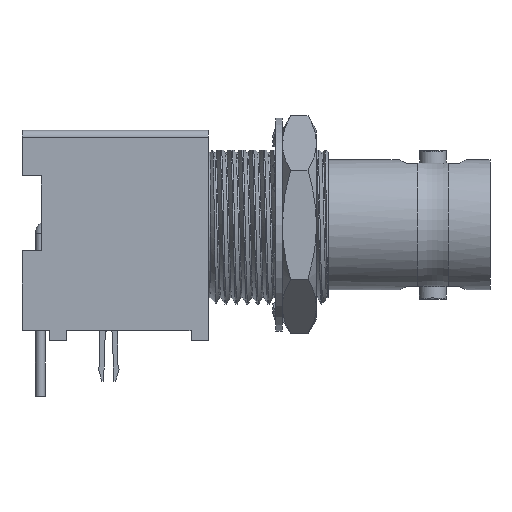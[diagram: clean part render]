
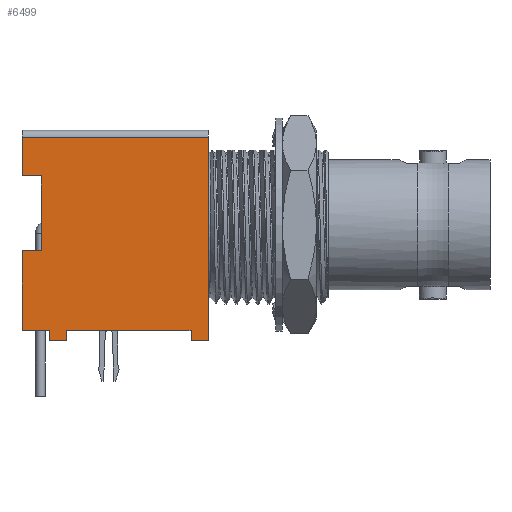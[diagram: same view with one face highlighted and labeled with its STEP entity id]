
A CAD part, left-side view. The second image highlights one B-rep face of the part: STEP entity #6499.
In plain terms, the highlighted planar face has unit normal (-1, 0, 0).
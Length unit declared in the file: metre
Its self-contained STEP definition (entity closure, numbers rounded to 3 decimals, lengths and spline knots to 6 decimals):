
#2575=ORIENTED_EDGE('',*,*,#3609,.F.);
#2576=ORIENTED_EDGE('',*,*,#3606,.T.);
#2577=ORIENTED_EDGE('',*,*,#3531,.T.);
#2578=ORIENTED_EDGE('',*,*,#3527,.F.);
#2579=ORIENTED_EDGE('',*,*,#3537,.T.);
#2580=ORIENTED_EDGE('',*,*,#3621,.T.);
#2581=ORIENTED_EDGE('',*,*,#3622,.T.);
#2582=ORIENTED_EDGE('',*,*,#3623,.T.);
#2583=ORIENTED_EDGE('',*,*,#2804,.F.);
#2584=ORIENTED_EDGE('',*,*,#2809,.F.);
#2585=ORIENTED_EDGE('',*,*,#3624,.T.);
#2586=ORIENTED_EDGE('',*,*,#3615,.T.);
#2587=ORIENTED_EDGE('',*,*,#3612,.F.);
#2588=ORIENTED_EDGE('',*,*,#3619,.T.);
#2804=EDGE_CURVE('',#3735,#3736,#4450,.T.);
#2809=EDGE_CURVE('',#3739,#3735,#4455,.T.);
#3527=EDGE_CURVE('',#4228,#4229,#4708,.T.);
#3531=EDGE_CURVE('',#4232,#4229,#4712,.T.);
#3537=EDGE_CURVE('',#4228,#4235,#4718,.T.);
#3606=EDGE_CURVE('',#4284,#4232,#4766,.T.);
#3609=EDGE_CURVE('',#4284,#4285,#4767,.T.);
#3612=EDGE_CURVE('',#4288,#4289,#4770,.T.);
#3615=EDGE_CURVE('',#4291,#4289,#4773,.T.);
#3619=EDGE_CURVE('',#4288,#4285,#4777,.T.);
#3621=EDGE_CURVE('',#4235,#4293,#4779,.T.);
#3622=EDGE_CURVE('',#4293,#4294,#4780,.T.);
#3623=EDGE_CURVE('',#4294,#3736,#4781,.T.);
#3624=EDGE_CURVE('',#3739,#4291,#4782,.T.);
#3735=VERTEX_POINT('',#8700);
#3736=VERTEX_POINT('',#8702);
#3739=VERTEX_POINT('',#8712);
#4228=VERTEX_POINT('',#16063);
#4229=VERTEX_POINT('',#16065);
#4232=VERTEX_POINT('',#16073);
#4235=VERTEX_POINT('',#16083);
#4284=VERTEX_POINT('',#16232);
#4285=VERTEX_POINT('',#16236);
#4288=VERTEX_POINT('',#16243);
#4289=VERTEX_POINT('',#16245);
#4291=VERTEX_POINT('',#16251);
#4293=VERTEX_POINT('',#16262);
#4294=VERTEX_POINT('',#16264);
#4450=LINE('',#8701,#4941);
#4455=LINE('',#8711,#4946);
#4708=LINE('',#16064,#5199);
#4712=LINE('',#16072,#5203);
#4718=LINE('',#16085,#5209);
#4766=LINE('',#16231,#5257);
#4767=LINE('',#16237,#5258);
#4770=LINE('',#16244,#5261);
#4773=LINE('',#16250,#5264);
#4777=LINE('',#16258,#5268);
#4779=LINE('',#16261,#5270);
#4780=LINE('',#16263,#5271);
#4781=LINE('',#16265,#5272);
#4782=LINE('',#16266,#5273);
#4941=VECTOR('',#7261,1.);
#4946=VECTOR('',#7270,1.);
#5199=VECTOR('',#8161,1.);
#5203=VECTOR('',#8167,1.);
#5209=VECTOR('',#8177,1.);
#5257=VECTOR('',#8327,1.);
#5258=VECTOR('',#8334,1.);
#5261=VECTOR('',#8339,1.);
#5264=VECTOR('',#8344,1.);
#5268=VECTOR('',#8352,1.);
#5270=VECTOR('',#8356,1.);
#5271=VECTOR('',#8357,1.);
#5272=VECTOR('',#8358,1.);
#5273=VECTOR('',#8359,1.);
#5636=EDGE_LOOP('',(#2575,#2576,#2577,#2578,#2579,#2580,#2581,#2582,#2583,
#2584,#2585,#2586,#2587,#2588));
#6002=FACE_BOUND('',#5636,.T.);
#6172=PLANE('',#6966);
#6499=ADVANCED_FACE('',(#6002),#6172,.T.);
#6966=AXIS2_PLACEMENT_3D('',#16260,#8354,#8355);
#7261=DIRECTION('',(0.,1.,0.));
#7270=DIRECTION('',(0.,0.,-1.));
#8161=DIRECTION('',(0.,0.,1.));
#8167=DIRECTION('',(0.,-1.,0.));
#8177=DIRECTION('',(0.,1.,0.));
#8327=DIRECTION('',(0.,0.,-1.));
#8334=DIRECTION('',(0.,-1.,0.));
#8339=DIRECTION('',(0.,1.,0.));
#8344=DIRECTION('',(0.,0.,-1.));
#8352=DIRECTION('',(0.,0.,1.));
#8354=DIRECTION('',(-1.,0.,0.));
#8355=DIRECTION('',(0.,0.,-1.));
#8356=DIRECTION('',(0.,0.,-1.));
#8357=DIRECTION('',(0.,-1.,0.));
#8358=DIRECTION('',(0.,0.,-1.));
#8359=DIRECTION('',(0.,-1.,0.));
#8700=CARTESIAN_POINT('',(-0.00725,-0.003302,0.));
#8701=CARTESIAN_POINT('',(-0.00725,-0.003302,0.));
#8702=CARTESIAN_POINT('',(-0.00725,-0.002032,0.));
#8711=CARTESIAN_POINT('',(-0.00725,-0.003302,0.0086));
#8712=CARTESIAN_POINT('',(-0.00725,-0.003302,0.000762));
#16063=CARTESIAN_POINT('',(-0.00725,-0.00143,0.006692));
#16064=CARTESIAN_POINT('',(-0.00725,-0.00143,0.006692));
#16065=CARTESIAN_POINT('',(-0.00725,-0.00143,0.012228));
#16072=CARTESIAN_POINT('',(-0.00725,0.,0.012228));
#16073=CARTESIAN_POINT('',(-0.00725,0.,0.012228));
#16083=CARTESIAN_POINT('',(-0.00725,0.,0.006692));
#16085=CARTESIAN_POINT('',(-0.00725,-0.00143,0.006692));
#16231=CARTESIAN_POINT('',(-0.00725,0.,0.015095));
#16232=CARTESIAN_POINT('',(-0.00725,0.,0.015095));
#16236=CARTESIAN_POINT('',(-0.00725,-0.013801,0.015095));
#16237=CARTESIAN_POINT('',(-0.00725,0.,0.015095));
#16243=CARTESIAN_POINT('',(-0.00725,-0.013801,0.));
#16244=CARTESIAN_POINT('',(-0.00725,-0.013801,0.));
#16245=CARTESIAN_POINT('',(-0.00725,-0.012531,0.));
#16250=CARTESIAN_POINT('',(-0.00725,-0.012531,0.000762));
#16251=CARTESIAN_POINT('',(-0.00725,-0.012531,0.000762));
#16258=CARTESIAN_POINT('',(-0.00725,-0.013801,0.));
#16260=CARTESIAN_POINT('',(-0.00725,0.,0.015603));
#16261=CARTESIAN_POINT('',(-0.00725,0.,0.006692));
#16262=CARTESIAN_POINT('',(-0.00725,0.,0.000762));
#16263=CARTESIAN_POINT('',(-0.00725,0.,0.000762));
#16264=CARTESIAN_POINT('',(-0.00725,-0.002032,0.000762));
#16265=CARTESIAN_POINT('',(-0.00725,-0.002032,0.000762));
#16266=CARTESIAN_POINT('',(-0.00725,-0.003302,0.000762));
